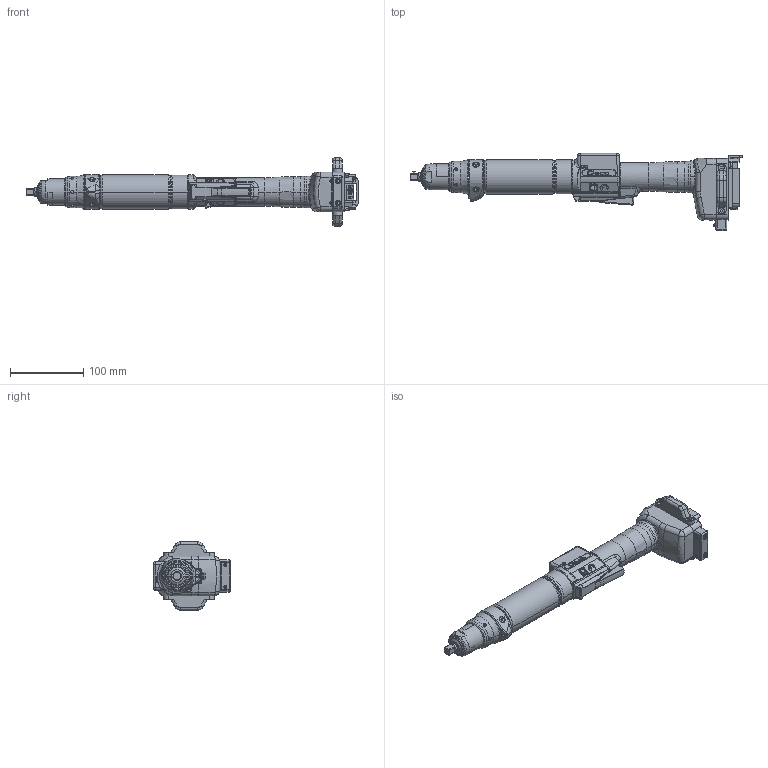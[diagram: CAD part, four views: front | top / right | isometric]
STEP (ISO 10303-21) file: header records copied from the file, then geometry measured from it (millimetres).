
FILE_DESCRIPTION((''),'2;1');
FILE_NAME('47BSYB30D3_SW0001','2017-11-16T',('k62ak'),(''),'CREO PARAMETRIC BY PTC INC, 2016050','CREO PARAMETRIC BY PTC INC, 2016050','');
FILE_SCHEMA(('CONFIG_CONTROL_DESIGN'));
Products named in the file (1): 47BSYB30D3_SW0001
Bounding box: 452.14 x 104.95 x 93.5 mm (x, y, z)
Volume: 294753.1 mm3; surface area: 247417.8 mm2
Topology: 10 solids, 10 shells, 7814 faces, 21672 edges, 14103 vertices
Faces by surface type: plane 5867, cylinder 1243, bspline 269, cone 174, torus 164, sphere 91, extrusion 6
Entity records: 281841 total; most frequent: CARTESIAN_POINT 84456, ORIENTED_EDGE 43324, DIRECTION 37583, EDGE_CURVE 21662, VECTOR 16623, LINE 16617, VERTEX_POINT 14103, AXIS2_PLACEMENT_3D 10480
